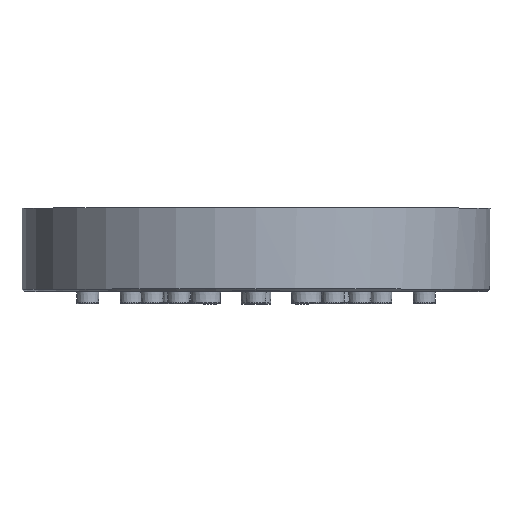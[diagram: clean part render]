
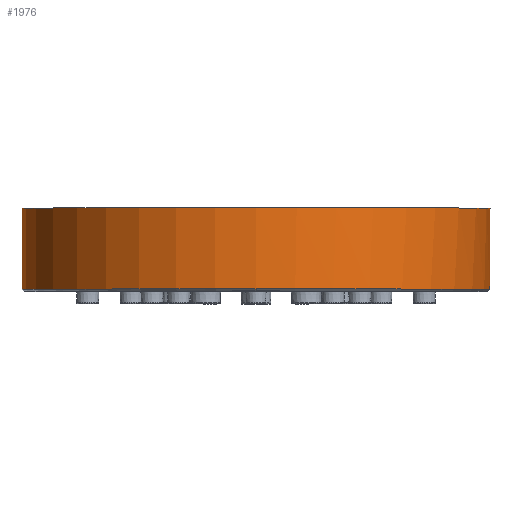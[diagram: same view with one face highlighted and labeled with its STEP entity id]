
A CAD part, top view. The second image highlights one B-rep face of the part: STEP entity #1976.
In plain terms, the highlighted cylindrical face has radius 45 mm (diameter 90 mm), a full revolution.
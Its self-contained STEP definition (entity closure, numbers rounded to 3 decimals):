
#420=CARTESIAN_POINT('',(-0.,8.,45.));
#421=VERTEX_POINT('',#420);
#422=CARTESIAN_POINT('',(0.,8.,-45.));
#423=VERTEX_POINT('',#422);
#424=CARTESIAN_POINT('',(0.,8.,0.));
#425=DIRECTION('',(0.,1.,0.));
#426=DIRECTION('',(0.,-0.,1.));
#427=AXIS2_PLACEMENT_3D('',#424,#425,#426);
#428=CIRCLE('',#427,45.);
#429=EDGE_CURVE('',#421,#423,#428,.T.);
#431=CARTESIAN_POINT('',(0.,8.,0.));
#432=DIRECTION('',(0.,1.,0.));
#433=DIRECTION('',(0.,-0.,1.));
#434=AXIS2_PLACEMENT_3D('',#431,#432,#433);
#435=CIRCLE('',#434,45.);
#436=EDGE_CURVE('',#423,#421,#435,.T.);
#1858=CARTESIAN_POINT('',(0.,8.,0.));
#1859=DIRECTION('',(0.,-1.,0.));
#1860=DIRECTION('',(0.,0.,-1.));
#1861=AXIS2_PLACEMENT_3D('',#1858,#1859,#1860);
#1862=CYLINDRICAL_SURFACE('',#1861,45.);
#1863=CARTESIAN_POINT('',(0.,-7.6,-45.));
#1864=VERTEX_POINT('',#1863);
#1865=CARTESIAN_POINT('',(0.,-7.6,-45.));
#1866=DIRECTION('',(-0.,1.,-0.));
#1867=VECTOR('',#1866,15.6);
#1868=LINE('',#1865,#1867);
#1869=EDGE_CURVE('',#1864,#423,#1868,.T.);
#1870=ORIENTED_EDGE('',*,*,#1869,.T.);
#1871=ORIENTED_EDGE('',*,*,#429,.F.);
#1872=ORIENTED_EDGE('',*,*,#436,.F.);
#1873=ORIENTED_EDGE('',*,*,#1869,.F.);
#1874=CARTESIAN_POINT('',(-0.,-7.6,45.));
#1875=VERTEX_POINT('',#1874);
#1876=CARTESIAN_POINT('',(0.,-7.6,0.));
#1877=DIRECTION('',(0.,1.,0.));
#1878=DIRECTION('',(0.,-0.,1.));
#1879=AXIS2_PLACEMENT_3D('',#1876,#1877,#1878);
#1880=CIRCLE('',#1879,45.);
#1881=EDGE_CURVE('',#1864,#1875,#1880,.T.);
#1882=ORIENTED_EDGE('',*,*,#1881,.T.);
#1883=CARTESIAN_POINT('',(31.685,-7.6,-31.954));
#1884=VERTEX_POINT('',#1883);
#1885=CARTESIAN_POINT('',(0.,-7.6,0.));
#1886=DIRECTION('',(0.,1.,0.));
#1887=DIRECTION('',(0.,-0.,1.));
#1888=AXIS2_PLACEMENT_3D('',#1885,#1886,#1887);
#1889=CIRCLE('',#1888,45.);
#1890=EDGE_CURVE('',#1875,#1884,#1889,.T.);
#1891=ORIENTED_EDGE('',*,*,#1890,.T.);
#1892=CARTESIAN_POINT('',(20.599,-7.6,-40.008));
#1893=VERTEX_POINT('',#1892);
#1894=CARTESIAN_POINT('',(31.685,-7.6,-31.954));
#1895=CARTESIAN_POINT('',(31.666,-7.181,-31.973));
#1896=CARTESIAN_POINT('',(31.618,-6.769,-32.02));
#1897=CARTESIAN_POINT('',(31.542,-6.364,-32.096));
#1898=CARTESIAN_POINT('',(31.465,-5.958,-32.171));
#1899=CARTESIAN_POINT('',(31.358,-5.557,-32.275));
#1900=CARTESIAN_POINT('',(31.225,-5.179,-32.403));
#1901=CARTESIAN_POINT('',(31.092,-4.801,-32.532));
#1902=CARTESIAN_POINT('',(30.933,-4.442,-32.683));
#1903=CARTESIAN_POINT('',(30.747,-4.103,-32.858));
#1904=CARTESIAN_POINT('',(30.654,-3.933,-32.945));
#1905=CARTESIAN_POINT('',(30.553,-3.768,-33.038));
#1906=CARTESIAN_POINT('',(30.447,-3.61,-33.136));
#1907=CARTESIAN_POINT('',(30.341,-3.453,-33.233));
#1908=CARTESIAN_POINT('',(30.23,-3.303,-33.334));
#1909=CARTESIAN_POINT('',(30.113,-3.16,-33.44));
#1910=CARTESIAN_POINT('',(29.879,-2.874,-33.65));
#1911=CARTESIAN_POINT('',(29.624,-2.618,-33.876));
#1912=CARTESIAN_POINT('',(29.345,-2.391,-34.116));
#1913=CARTESIAN_POINT('',(29.066,-2.165,-34.356));
#1914=CARTESIAN_POINT('',(28.77,-1.974,-34.604));
#1915=CARTESIAN_POINT('',(28.46,-1.821,-34.857));
#1916=CARTESIAN_POINT('',(28.305,-1.744,-34.984));
#1917=CARTESIAN_POINT('',(28.146,-1.676,-35.112));
#1918=CARTESIAN_POINT('',(27.983,-1.617,-35.241));
#1919=CARTESIAN_POINT('',(27.82,-1.558,-35.371));
#1920=CARTESIAN_POINT('',(27.652,-1.508,-35.502));
#1921=CARTESIAN_POINT('',(27.484,-1.469,-35.632));
#1922=CARTESIAN_POINT('',(27.146,-1.389,-35.893));
#1923=CARTESIAN_POINT('',(26.802,-1.35,-36.15));
#1924=CARTESIAN_POINT('',(26.453,-1.35,-36.404));
#1925=CARTESIAN_POINT('',(26.279,-1.35,-36.53));
#1926=CARTESIAN_POINT('',(26.103,-1.36,-36.656));
#1927=CARTESIAN_POINT('',(25.926,-1.379,-36.781));
#1928=CARTESIAN_POINT('',(25.748,-1.399,-36.906));
#1929=CARTESIAN_POINT('',(25.571,-1.429,-37.029));
#1930=CARTESIAN_POINT('',(25.396,-1.469,-37.149));
#1931=CARTESIAN_POINT('',(25.045,-1.547,-37.389));
#1932=CARTESIAN_POINT('',(24.701,-1.664,-37.617));
#1933=CARTESIAN_POINT('',(24.362,-1.818,-37.835));
#1934=CARTESIAN_POINT('',(24.193,-1.895,-37.944));
#1935=CARTESIAN_POINT('',(24.025,-1.982,-38.05));
#1936=CARTESIAN_POINT('',(23.861,-2.078,-38.153));
#1937=CARTESIAN_POINT('',(23.696,-2.174,-38.256));
#1938=CARTESIAN_POINT('',(23.536,-2.277,-38.355));
#1939=CARTESIAN_POINT('',(23.381,-2.389,-38.449));
#1940=CARTESIAN_POINT('',(23.07,-2.613,-38.638));
#1941=CARTESIAN_POINT('',(22.776,-2.868,-38.812));
#1942=CARTESIAN_POINT('',(22.501,-3.156,-38.97));
#1943=CARTESIAN_POINT('',(22.364,-3.3,-39.05));
#1944=CARTESIAN_POINT('',(22.231,-3.452,-39.125));
#1945=CARTESIAN_POINT('',(22.106,-3.609,-39.196));
#1946=CARTESIAN_POINT('',(21.981,-3.766,-39.266));
#1947=CARTESIAN_POINT('',(21.863,-3.929,-39.332));
#1948=CARTESIAN_POINT('',(21.752,-4.098,-39.394));
#1949=CARTESIAN_POINT('',(21.641,-4.266,-39.455));
#1950=CARTESIAN_POINT('',(21.536,-4.44,-39.512));
#1951=CARTESIAN_POINT('',(21.439,-4.62,-39.565));
#1952=CARTESIAN_POINT('',(21.342,-4.8,-39.617));
#1953=CARTESIAN_POINT('',(21.252,-4.986,-39.666));
#1954=CARTESIAN_POINT('',(21.169,-5.177,-39.71));
#1955=CARTESIAN_POINT('',(21.005,-5.559,-39.797));
#1956=CARTESIAN_POINT('',(20.875,-5.952,-39.865));
#1957=CARTESIAN_POINT('',(20.779,-6.357,-39.915));
#1958=CARTESIAN_POINT('',(20.732,-6.559,-39.94));
#1959=CARTESIAN_POINT('',(20.693,-6.764,-39.96));
#1960=CARTESIAN_POINT('',(20.662,-6.972,-39.976));
#1961=CARTESIAN_POINT('',(20.632,-7.179,-39.991));
#1962=CARTESIAN_POINT('',(20.611,-7.39,-40.002));
#1963=CARTESIAN_POINT('',(20.599,-7.6,-40.008));
#1964=B_SPLINE_CURVE_WITH_KNOTS('',3,(#1894,#1895,#1896,#1897,#1898,#1899,#1900,#1901,#1902,#1903,#1904,#1905,#1906,#1907,#1908,#1909,#1910,#1911,#1912,#1913,#1914,#1915,#1916,#1917,#1918,#1919,
#1920,#1921,#1922,#1923,#1924,#1925,#1926,#1927,#1928,#1929,#1930,#1931,#1932,#1933,#1934,#1935,#1936,#1937,#1938,#1939,#1940,#1941,#1942,#1943,#1944,
#1945,#1946,#1947,#1948,#1949,#1950,#1951,#1952,#1953,#1954,#1955,#1956,#1957,#1958,#1959,#1960,#1961,#1962,#1963),.UNSPECIFIED.,.F.,.F.,(4,3,3,3,3,3,3,3,3,3,3,3,3,3,3,3,3,3,3,3,3,3,3,4),(0.004,0.005,0.007,0.008,0.008,0.009,0.01,0.012,0.012,0.013,0.014,0.015,0.015,0.017,0.017,0.018,0.019,0.02,0.02,0.021,0.022,0.023,0.023,0.024),.UNSPECIFIED.);
#1965=EDGE_CURVE('',#1884,#1893,#1964,.T.);
#1966=ORIENTED_EDGE('',*,*,#1965,.T.);
#1967=CARTESIAN_POINT('',(0.,-7.6,0.));
#1968=DIRECTION('',(0.,1.,0.));
#1969=DIRECTION('',(0.,-0.,1.));
#1970=AXIS2_PLACEMENT_3D('',#1967,#1968,#1969);
#1971=CIRCLE('',#1970,45.);
#1972=EDGE_CURVE('',#1893,#1864,#1971,.T.);
#1973=ORIENTED_EDGE('',*,*,#1972,.T.);
#1974=EDGE_LOOP('',(#1870,#1871,#1872,#1873,#1882,#1891,#1966,#1973));
#1975=FACE_BOUND('',#1974,.T.);
#1976=ADVANCED_FACE('',(#1975),#1862,.T.);
